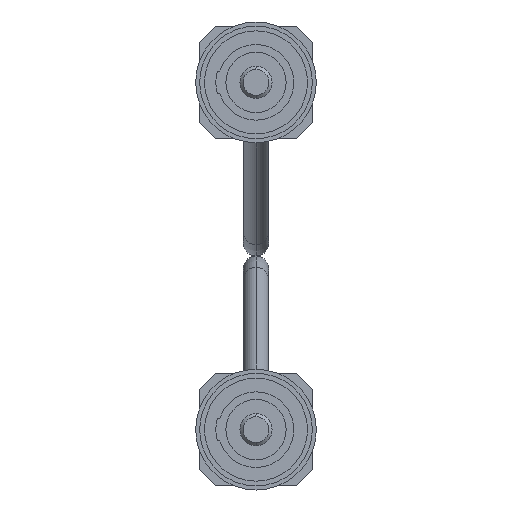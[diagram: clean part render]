
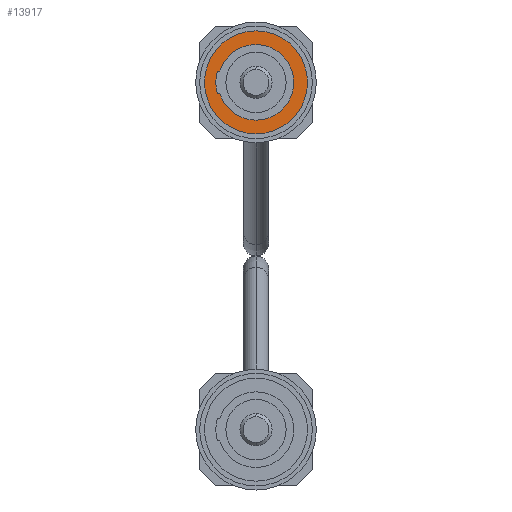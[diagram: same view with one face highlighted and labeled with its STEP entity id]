
A CAD part, left-side view. The second image highlights one B-rep face of the part: STEP entity #13917.
In plain terms, the highlighted face is planar.
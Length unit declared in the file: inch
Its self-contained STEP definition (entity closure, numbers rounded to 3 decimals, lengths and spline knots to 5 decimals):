
#2 = DIRECTION ( 'NONE',  ( 0., 0., 1. ) ) ;
#252 = CIRCLE ( 'NONE', #10473, 0.125 ) ;
#549 = DIRECTION ( 'NONE',  ( 0., 1., 0. ) ) ;
#565 = DIRECTION ( 'NONE',  ( 0., 0., 1. ) ) ;
#588 = ORIENTED_EDGE ( 'NONE', *, *, #13571, .F. ) ;
#728 = DIRECTION ( 'NONE',  ( 0., 0., 1. ) ) ;
#1076 = CIRCLE ( 'NONE', #8652, 0.1175 ) ;
#1543 = DIRECTION ( 'NONE',  ( 0., 1., 0. ) ) ;
#1620 = ORIENTED_EDGE ( 'NONE', *, *, #4878, .F. ) ;
#1713 = CARTESIAN_POINT ( 'NONE',  ( 0., 0.185, 0. ) ) ;
#1871 = ORIENTED_EDGE ( 'NONE', *, *, #9043, .F. ) ;
#2251 = EDGE_CURVE ( 'NONE', #2812, #9711, #3823, .T. ) ;
#2524 = CARTESIAN_POINT ( 'NONE',  ( -0.12, 0.185, 0.035 ) ) ;
#2759 = VECTOR ( 'NONE', #10496, 39.37008 ) ;
#2795 = ORIENTED_EDGE ( 'NONE', *, *, #2251, .T. ) ;
#2812 = VERTEX_POINT ( 'NONE', #16135 ) ;
#3378 = CARTESIAN_POINT ( 'NONE',  ( 0., 0.185, 0. ) ) ;
#3778 = CARTESIAN_POINT ( 'NONE',  ( -0.12, 0.185, -0.035 ) ) ;
#3823 = CIRCLE ( 'NONE', #11689, 0.16 ) ;
#3878 = CARTESIAN_POINT ( 'NONE',  ( -0.11217, 0.185, -0.035 ) ) ;
#4585 = CARTESIAN_POINT ( 'NONE',  ( 0., 0.185, 0. ) ) ;
#4878 = EDGE_CURVE ( 'NONE', #17093, #15350, #252, .T. ) ;
#5230 = FACE_BOUND ( 'NONE', #10028, .T. ) ;
#5454 = VECTOR ( 'NONE', #15088, 39.37008 ) ;
#5766 = DIRECTION ( 'NONE',  ( 0., 1., 0. ) ) ;
#5927 = ORIENTED_EDGE ( 'NONE', *, *, #11521, .T. ) ;
#7079 = AXIS2_PLACEMENT_3D ( 'NONE', #4585, #10263, #565 ) ;
#8034 = PLANE ( 'NONE',  #10725 ) ;
#8053 = EDGE_CURVE ( 'NONE', #8680, #15765, #16443, .T. ) ;
#8185 = EDGE_LOOP ( 'NONE', ( #5927, #2795 ) ) ;
#8186 = CARTESIAN_POINT ( 'NONE',  ( 0., 0.185, -0.1175 ) ) ;
#8652 = AXIS2_PLACEMENT_3D ( 'NONE', #14273, #5766, #11261 ) ;
#8680 = VERTEX_POINT ( 'NONE', #8186 ) ;
#8866 = EDGE_CURVE ( 'NONE', #11384, #8680, #10058, .T. ) ;
#9043 = EDGE_CURVE ( 'NONE', #15350, #12961, #14604, .T. ) ;
#9596 = CARTESIAN_POINT ( 'NONE',  ( -0.11217, 0.185, -0.035 ) ) ;
#9711 = VERTEX_POINT ( 'NONE', #12070 ) ;
#10028 = EDGE_LOOP ( 'NONE', ( #10059, #12167, #11998, #588, #1871, #1620 ) ) ;
#10058 = CIRCLE ( 'NONE', #16468, 0.1175 ) ;
#10059 = ORIENTED_EDGE ( 'NONE', *, *, #13838, .F. ) ;
#10263 = DIRECTION ( 'NONE',  ( 0., 1., 0. ) ) ;
#10473 = AXIS2_PLACEMENT_3D ( 'NONE', #3378, #14619, #13055 ) ;
#10496 = DIRECTION ( 'NONE',  ( 1., 0., 0. ) ) ;
#10725 = AXIS2_PLACEMENT_3D ( 'NONE', #12520, #1543, #2 ) ;
#10879 = FACE_OUTER_BOUND ( 'NONE', #8185, .T. ) ;
#11261 = DIRECTION ( 'NONE',  ( 0., 0., 1. ) ) ;
#11319 = DIRECTION ( 'NONE',  ( 0., 1., 0. ) ) ;
#11384 = VERTEX_POINT ( 'NONE', #16435 ) ;
#11521 = EDGE_CURVE ( 'NONE', #9711, #2812, #16866, .T. ) ;
#11689 = AXIS2_PLACEMENT_3D ( 'NONE', #17172, #549, #728 ) ;
#11998 = ORIENTED_EDGE ( 'NONE', *, *, #8866, .F. ) ;
#12070 = CARTESIAN_POINT ( 'NONE',  ( 0., 0.185, 0.16 ) ) ;
#12167 = ORIENTED_EDGE ( 'NONE', *, *, #8053, .F. ) ;
#12228 = AXIS2_PLACEMENT_3D ( 'NONE', #16880, #15606, #12783 ) ;
#12520 = CARTESIAN_POINT ( 'NONE',  ( 0., 0.185, 0. ) ) ;
#12783 = DIRECTION ( 'NONE',  ( 0., 0., 1. ) ) ;
#12961 = VERTEX_POINT ( 'NONE', #14864 ) ;
#13055 = DIRECTION ( 'NONE',  ( 0., 0., 1. ) ) ;
#13549 = LINE ( 'NONE', #9596, #5454 ) ;
#13571 = EDGE_CURVE ( 'NONE', #12961, #11384, #1076, .T. ) ;
#13838 = EDGE_CURVE ( 'NONE', #15765, #17093, #13549, .T. ) ;
#13917 = ADVANCED_FACE ( 'NONE', ( #10879, #5230 ), #8034, .T. ) ;
#14273 = CARTESIAN_POINT ( 'NONE',  ( 0., 0.185, 0. ) ) ;
#14604 = LINE ( 'NONE', #17332, #2759 ) ;
#14619 = DIRECTION ( 'NONE',  ( 0., 1., 0. ) ) ;
#14864 = CARTESIAN_POINT ( 'NONE',  ( -0.11217, 0.185, 0.035 ) ) ;
#15088 = DIRECTION ( 'NONE',  ( -1., 0., 0. ) ) ;
#15350 = VERTEX_POINT ( 'NONE', #2524 ) ;
#15606 = DIRECTION ( 'NONE',  ( 0., 1., 0. ) ) ;
#15765 = VERTEX_POINT ( 'NONE', #3878 ) ;
#16135 = CARTESIAN_POINT ( 'NONE',  ( 0., 0.185, -0.16 ) ) ;
#16435 = CARTESIAN_POINT ( 'NONE',  ( 0., 0.185, 0.1175 ) ) ;
#16443 = CIRCLE ( 'NONE', #7079, 0.1175 ) ;
#16468 = AXIS2_PLACEMENT_3D ( 'NONE', #1713, #11319, #17058 ) ;
#16866 = CIRCLE ( 'NONE', #12228, 0.16 ) ;
#16880 = CARTESIAN_POINT ( 'NONE',  ( 0., 0.185, 0. ) ) ;
#17058 = DIRECTION ( 'NONE',  ( 0., 0., 1. ) ) ;
#17093 = VERTEX_POINT ( 'NONE', #3778 ) ;
#17172 = CARTESIAN_POINT ( 'NONE',  ( 0., 0.185, 0. ) ) ;
#17332 = CARTESIAN_POINT ( 'NONE',  ( -0.11217, 0.185, 0.035 ) ) ;
